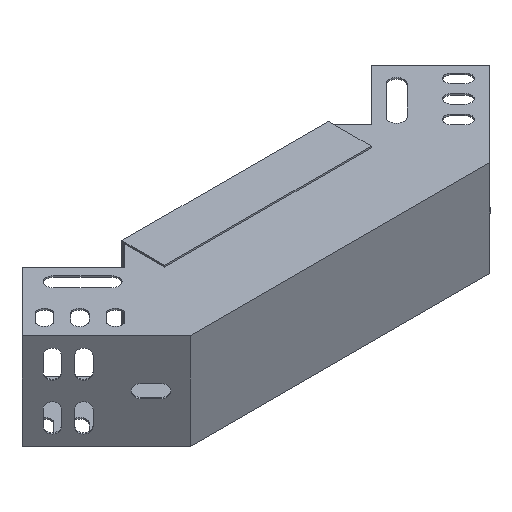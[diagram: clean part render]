
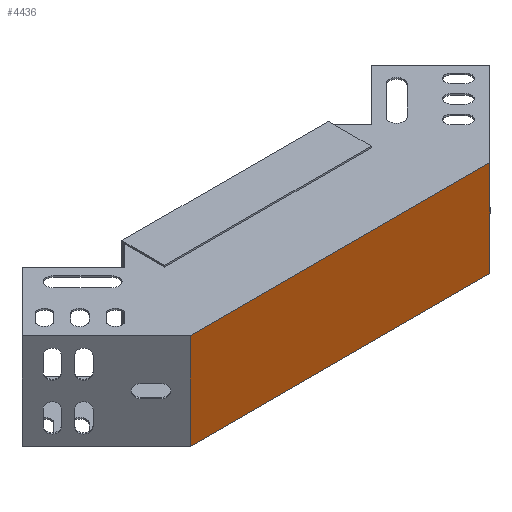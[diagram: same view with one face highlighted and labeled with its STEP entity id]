
A CAD part, isometric view. The second image highlights one B-rep face of the part: STEP entity #4436.
In plain terms, the highlighted planar face has unit normal (0, -1, 0).
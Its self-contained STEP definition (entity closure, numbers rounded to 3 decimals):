
#18 = LINE ( 'NONE', #3870, #2856 ) ;
#234 = CARTESIAN_POINT ( 'NONE',  ( 58.413, -23.927, -50.612 ) ) ;
#407 = CARTESIAN_POINT ( 'NONE',  ( -102.649, -23.927, 0.8 ) ) ;
#779 = EDGE_CURVE ( 'NONE', #3687, #2782, #2220, .T. ) ;
#1099 = CARTESIAN_POINT ( 'NONE',  ( -103.553, -23.927, -50.8 ) ) ;
#1186 = CARTESIAN_POINT ( 'NONE',  ( -102.649, -23.927, -50.8 ) ) ;
#1210 = EDGE_CURVE ( 'NONE', #3401, #1849, #18, .T. ) ;
#1661 = EDGE_CURVE ( 'NONE', #2782, #1849, #3155, .T. ) ;
#1687 = ORIENTED_EDGE ( 'NONE', *, *, #779, .T. ) ;
#1801 = ORIENTED_EDGE ( 'NONE', *, *, #1989, .F. ) ;
#1849 = VERTEX_POINT ( 'NONE', #2674 ) ;
#1854 = CARTESIAN_POINT ( 'NONE',  ( 58.413, -23.927, -50.8 ) ) ;
#1873 = DIRECTION ( 'NONE',  ( 1., 0., 0. ) ) ;
#1943 = EDGE_LOOP ( 'NONE', ( #1687, #3489, #4488, #1801 ) ) ;
#1989 = EDGE_CURVE ( 'NONE', #3687, #3401, #3349, .T. ) ;
#2097 = DIRECTION ( 'NONE',  ( 0., 0., 1. ) ) ;
#2201 = DIRECTION ( 'NONE',  ( 0., 0., 1. ) ) ;
#2220 = LINE ( 'NONE', #1099, #3853 ) ;
#2674 = CARTESIAN_POINT ( 'NONE',  ( 58.413, -23.927, 0.8 ) ) ;
#2782 = VERTEX_POINT ( 'NONE', #1854 ) ;
#2856 = VECTOR ( 'NONE', #4269, 1000. ) ;
#2874 = CARTESIAN_POINT ( 'NONE',  ( -102.649, -23.927, -50.612 ) ) ;
#3155 = LINE ( 'NONE', #234, #3899 ) ;
#3196 = PLANE ( 'NONE',  #4625 ) ;
#3246 = VECTOR ( 'NONE', #4593, 1000. ) ;
#3349 = LINE ( 'NONE', #2874, #3246 ) ;
#3401 = VERTEX_POINT ( 'NONE', #407 ) ;
#3489 = ORIENTED_EDGE ( 'NONE', *, *, #1661, .T. ) ;
#3687 = VERTEX_POINT ( 'NONE', #1186 ) ;
#3853 = VECTOR ( 'NONE', #1873, 1000. ) ;
#3870 = CARTESIAN_POINT ( 'NONE',  ( -103.553, -23.927, 0.8 ) ) ;
#3899 = VECTOR ( 'NONE', #2097, 1000. ) ;
#4215 = DIRECTION ( 'NONE',  ( 0., 1., 0. ) ) ;
#4269 = DIRECTION ( 'NONE',  ( 1., 0., 0. ) ) ;
#4436 = ADVANCED_FACE ( 'NONE', ( #4516 ), #3196, .F. ) ;
#4488 = ORIENTED_EDGE ( 'NONE', *, *, #1210, .F. ) ;
#4516 = FACE_OUTER_BOUND ( 'NONE', #1943, .T. ) ;
#4593 = DIRECTION ( 'NONE',  ( 0., 0., 1. ) ) ;
#4625 = AXIS2_PLACEMENT_3D ( 'NONE', #4643, #4215, #2201 ) ;
#4643 = CARTESIAN_POINT ( 'NONE',  ( -102.318, -23.927, 0. ) ) ;
